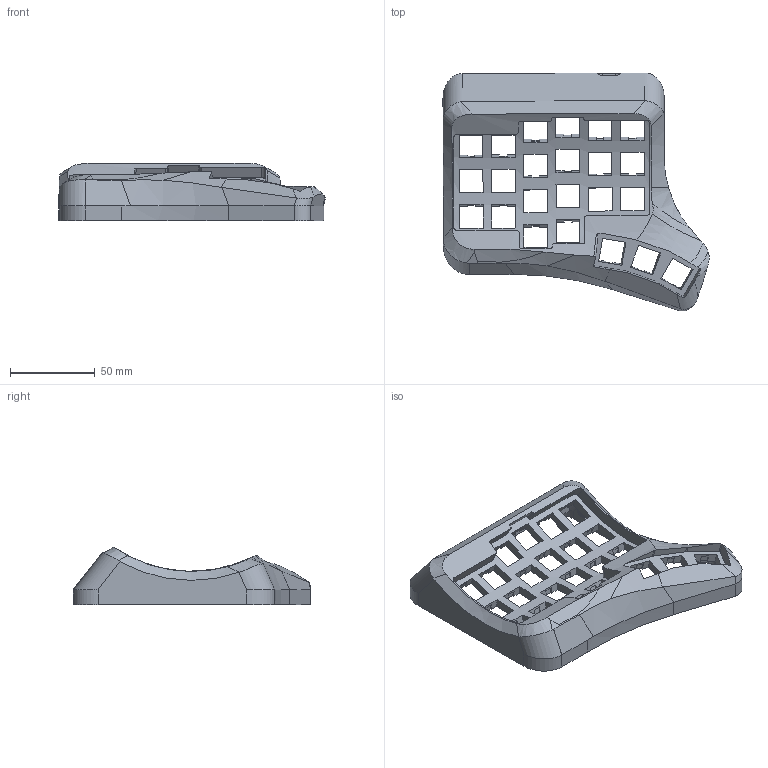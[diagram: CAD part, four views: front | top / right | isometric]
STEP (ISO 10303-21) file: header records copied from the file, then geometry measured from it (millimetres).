
FILE_DESCRIPTION(('HOOPS Exchange Step'),'2;1');
FILE_NAME('velvet3-body-left.step','2024-10-31T12:54:06+03:00',('kissetfall'),('Unknown organisation'),'HOOPS Exchange 2024.2','HOOPS Exchange','Unknown authorisation');
FILE_SCHEMA( ('AP203_CONFIGURATION_CONTROLLED_3D_DESIGN_OF_MECHANICAL_PARTS_AND_ASSEMBLIES_MIM_LF') );
Length unit declared in the file: millimetre
Products named in the file (1): root
Bounding box: 156.72 x 140.18 x 33.79 mm (x, y, z)
Volume: 114117.3 mm3; surface area: 54600.2 mm2
Topology: 1 solids, 1 shells, 597 faces, 1705 edges, 1132 vertices
Faces by surface type: bspline 329, plane 164, cylinder 75, extrusion 10, offset 8, cone 8, torus 3
Full cylindrical faces by diameter (mm): 1.85 x1, 1.9 x7, 3.716 x3, 3.728 x2
Entity records: 32639 total; most frequent: CARTESIAN_POINT 20000, ORIENTED_EDGE 3408, EDGE_CURVE 1704, DIRECTION 1249, VERTEX_POINT 1132, B_SPLINE_CURVE_WITH_KNOTS 1131, EDGE_LOOP 672, FACE_BOUND 672
